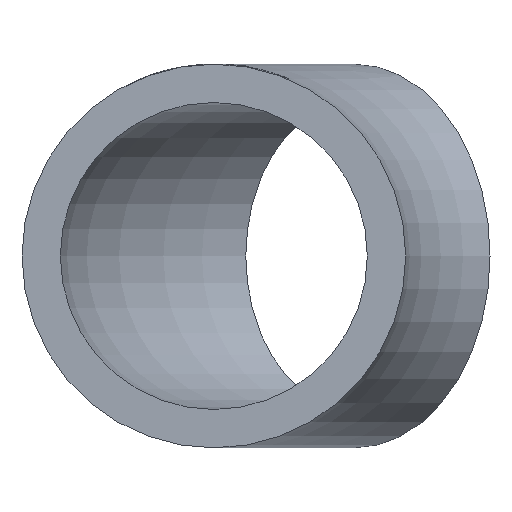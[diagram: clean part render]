
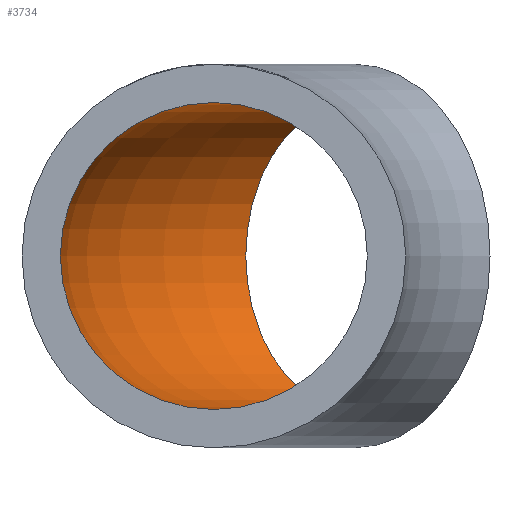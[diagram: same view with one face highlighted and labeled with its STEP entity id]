
A CAD part, front view. The second image highlights one B-rep face of the part: STEP entity #3734.
In plain terms, the highlighted toroidal (fillet/blend) face has major radius 25 mm and minor radius 8 mm.
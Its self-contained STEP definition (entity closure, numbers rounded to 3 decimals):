
#669 = DIRECTION ( 'NONE',  ( -1., 0., 0. ) ) ;
#797 = EDGE_CURVE ( 'NONE', #9498, #9498, #8131, .T. ) ;
#921 = AXIS2_PLACEMENT_3D ( 'NONE', #11544, #3135, #7380 ) ;
#1129 = EDGE_CURVE ( 'NONE', #5270, #5270, #5376, .T. ) ;
#1553 = AXIS2_PLACEMENT_3D ( 'NONE', #9418, #3641, #669 ) ;
#2289 = CARTESIAN_POINT ( 'NONE',  ( -23.335, 23.335, 0. ) ) ;
#2375 = ORIENTED_EDGE ( 'NONE', *, *, #1129, .T. ) ;
#3135 = DIRECTION ( 'NONE',  ( 0.707, 0.707, 0. ) ) ;
#3641 = DIRECTION ( 'NONE',  ( 0., 0., -1. ) ) ;
#3734 = ADVANCED_FACE ( 'NONE', ( #9815, #8718 ), #9198, .F. ) ;
#4309 = AXIS2_PLACEMENT_3D ( 'NONE', #6713, #12866, #8000 ) ;
#4315 = ORIENTED_EDGE ( 'NONE', *, *, #797, .F. ) ;
#4460 = CARTESIAN_POINT ( 'NONE',  ( -25., 0., 8. ) ) ;
#5270 = VERTEX_POINT ( 'NONE', #2289 ) ;
#5376 = CIRCLE ( 'NONE', #921, 8. ) ;
#6282 = EDGE_LOOP ( 'NONE', ( #4315 ) ) ;
#6713 = CARTESIAN_POINT ( 'NONE',  ( -25., 0., 0. ) ) ;
#7380 = DIRECTION ( 'NONE',  ( -0.707, 0.707, 0. ) ) ;
#7912 = EDGE_LOOP ( 'NONE', ( #2375 ) ) ;
#8000 = DIRECTION ( 'NONE',  ( 0., 0., 1. ) ) ;
#8131 = CIRCLE ( 'NONE', #4309, 8. ) ;
#8718 = FACE_OUTER_BOUND ( 'NONE', #6282, .T. ) ;
#9198 = TOROIDAL_SURFACE ( 'NONE', #1553, 25., 8. ) ;
#9418 = CARTESIAN_POINT ( 'NONE',  ( 0., 0., 0. ) ) ;
#9498 = VERTEX_POINT ( 'NONE', #4460 ) ;
#9815 = FACE_OUTER_BOUND ( 'NONE', #7912, .T. ) ;
#11544 = CARTESIAN_POINT ( 'NONE',  ( -17.678, 17.678, 0. ) ) ;
#12866 = DIRECTION ( 'NONE',  ( 0., 1., 0. ) ) ;
